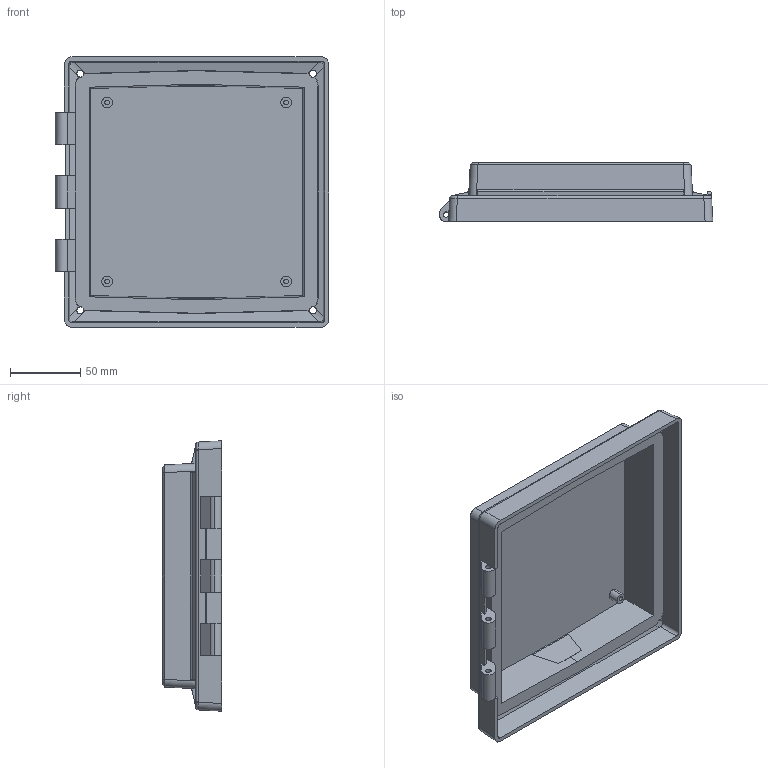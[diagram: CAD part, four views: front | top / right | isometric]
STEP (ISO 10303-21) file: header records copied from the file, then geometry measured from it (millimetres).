
FILE_DESCRIPTION (( 'STEP AP214' ), '1' );
FILE_NAME ('6x6_hinge_cover.STEP', '2016-02-03T12:20:52', ( '' ), ( '' ), 'SwSTEP 2.0', 'SolidWorks 2015', '' );
FILE_SCHEMA (( 'AUTOMOTIVE_DESIGN' ));
Length unit declared in the file: millimetre
Products named in the file (1): 6x6_hinge_cover
Bounding box: 194.18 x 42 x 191.84 mm (x, y, z)
Volume: 233501.7 mm3; surface area: 128378.5 mm2
Topology: 1 solids, 1 shells, 203 faces, 574 edges, 376 vertices
Faces by surface type: plane 104, cylinder 59, cone 20, bspline 20
Entity records: 7332 total; most frequent: CARTESIAN_POINT 2319, ORIENTED_EDGE 1148, DIRECTION 926, EDGE_CURVE 574, VERTEX_POINT 376, LINE 324, VECTOR 324, AXIS2_PLACEMENT_3D 301
